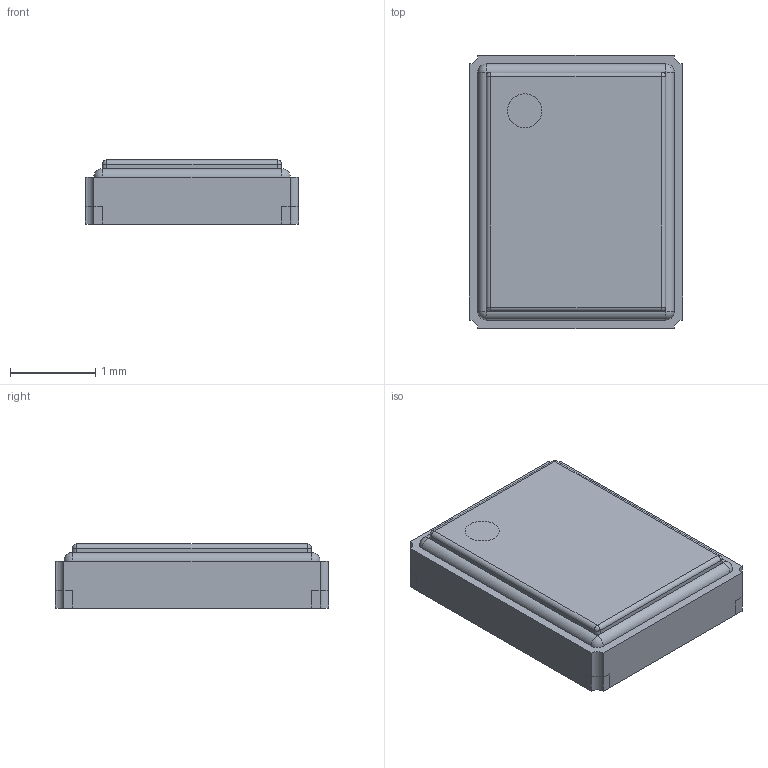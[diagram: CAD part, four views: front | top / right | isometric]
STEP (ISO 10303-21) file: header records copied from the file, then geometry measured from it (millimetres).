
FILE_DESCRIPTION(/* description */ (''),/* implementation_level */ '2;1');
FILE_NAME(/* name */ 'XTAL_PERICOM_FL_3D.stp',/* time_stamp */ '2016-10-04T16:24:56+02:00',/* author */ ('jchouvet'),/* organization */ (''),/* preprocessor_version */ 'ST-DEVELOPER v16.1',/* originating_system */ 'AutoCAD Mechanical',/* authorisation */ '');
FILE_SCHEMA (('AUTOMOTIVE_DESIGN { 1 0 10303 214 3 1 1 }'));
Length unit declared in the file: millimetre
Products named in the file (1): Product
Bounding box: 2.5 x 3.2 x 0.75 mm (x, y, z)
Volume: 5.6 mm3; surface area: 60.8 mm2
Topology: 8 solids, 8 shells, 115 faces, 284 edges, 184 vertices
Faces by surface type: plane 69, cylinder 38, sphere 8
Full cylindrical faces by diameter (mm): 0.4 x2
Entity records: 3380 total; most frequent: DIRECTION 588, CARTESIAN_POINT 572, ORIENTED_EDGE 552, EDGE_CURVE 276, LINE 196, VECTOR 196, AXIS2_PLACEMENT_3D 196, VERTEX_POINT 180
